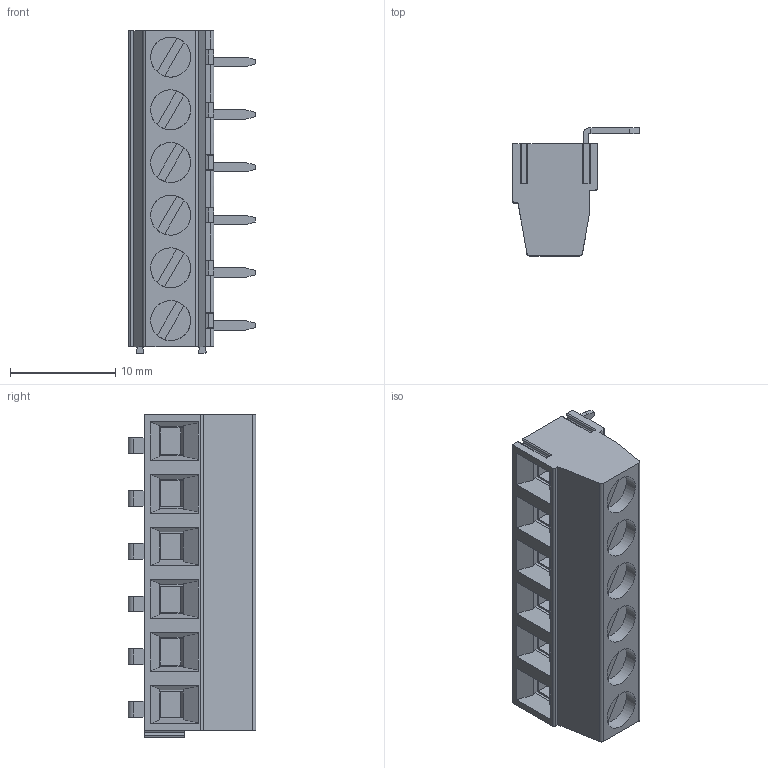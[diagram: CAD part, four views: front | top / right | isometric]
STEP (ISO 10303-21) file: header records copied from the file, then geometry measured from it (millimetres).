
FILE_DESCRIPTION( ( 'STEP AP203' ), '1' );
FILE_NAME( 'MV156-5-H.stp', ' ', ( ' ' ), ( ' ' ), 'PSStep 15.0.49', 'VISI 20.0', ' ' );
FILE_SCHEMA( ( 'AUTOMOTIVE_DESIGN { 1 0 10303 214 1 1 1 1 }' ) );
Length unit declared in the file: millimetre
Products named in the file (1): 1
Bounding box: 12.05 x 12.1 x 30.6 mm (x, y, z)
Volume: 1882 mm3; surface area: 1868 mm2
Topology: 1 solids, 1 shells, 311 faces, 877 edges, 586 vertices
Faces by surface type: plane 273, cylinder 38
Full cylindrical faces by diameter (mm): 3.8 x6
Entity records: 12370 total; most frequent: CARTESIAN_POINT 1805, ORIENTED_EDGE 1730, DIRECTION 1559, EDGE_CURVE 865, LINE 771, VECTOR 771, VERTEX_POINT 580, AXIS2_PLACEMENT_3D 394
